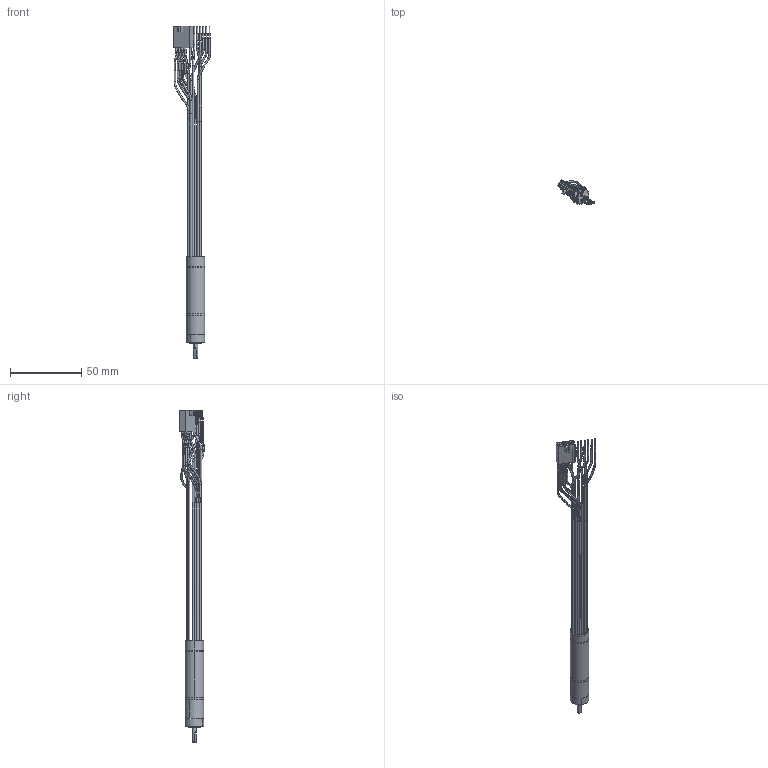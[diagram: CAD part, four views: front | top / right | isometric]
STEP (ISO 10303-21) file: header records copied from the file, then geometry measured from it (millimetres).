
FILE_DESCRIPTION((''),'2;1');
FILE_NAME('4611180000735_SW0001','2023-03-10T12:55:38',('ms27607'),(''),'CREO PARAMETRIC BY PTC INC, 2018100','CREO PARAMETRIC BY PTC INC, 2018100','');
FILE_SCHEMA(('CONFIG_CONTROL_DESIGN'));
Length unit declared in the file: millimetre
Products named in the file (1): 4611180000735_SW0001
Bounding box: 25.71 x 17.22 x 233.15 mm (x, y, z)
Surface area: 12578.1 mm2 (no closed solid volume)
Topology: 0 solids, 36 shells, 442 faces, 1369 edges, 951 vertices
Faces by surface type: cylinder 159, plane 158, torus 62, bspline 44, cone 19
Entity records: 18028 total; most frequent: CARTESIAN_POINT 5655, DIRECTION 2686, ORIENTED_EDGE 2400, EDGE_CURVE 1357, AXIS2_PLACEMENT_3D 999, VERTEX_POINT 951, VECTOR 688, LINE 688
